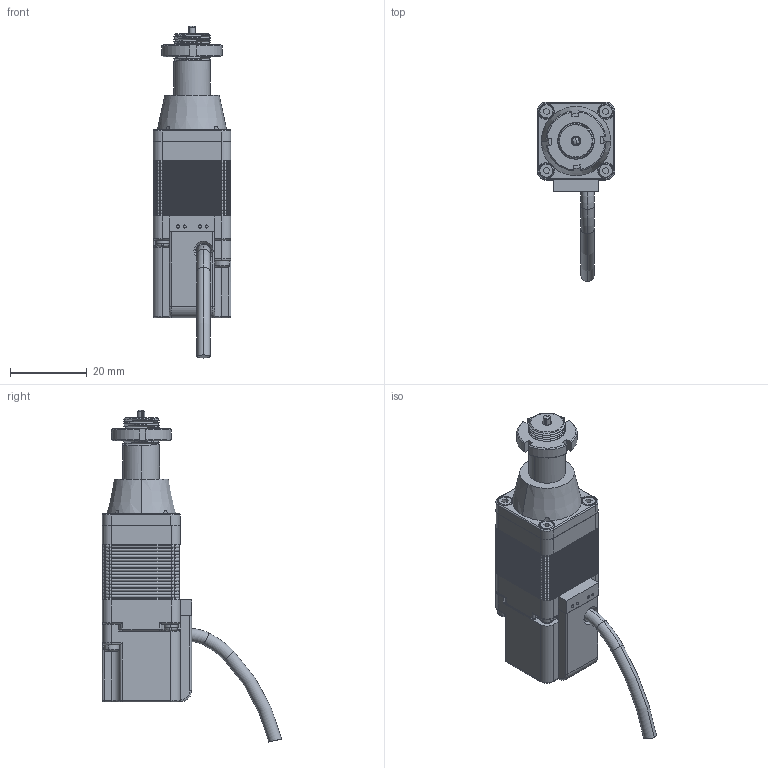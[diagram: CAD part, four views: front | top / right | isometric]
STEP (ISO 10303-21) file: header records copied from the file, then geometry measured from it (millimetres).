
FILE_DESCRIPTION (( 'STEP AP214' ), '1' );
FILE_NAME ('MP-21-1201X.STEP', '2023-02-28T19:58:27', ( '' ), ( '' ), 'SwSTEP 2.0', 'SolidWorks 2020', '' );
FILE_SCHEMA (( 'AUTOMOTIVE_DESIGN' ));
Length unit declared in the file: millimetre
Products named in the file (13): 430033-B Back plate; 410010 PCB, MP-21 Tactile Limit Switch; 130054-A Nut 375-40; M2 3; MP-21-1201X; 430032-B MP-21 25mm, Front Plate; 130003 Leadscrew S8W1, Female_33mm - Tactile; 130005 Motor S8-NC; Bearing, Spline Bushing, MP-21; Spline, Cut, MP-21_41.75; M2 28 pan; 110013 Switch, Tactile, Omron B3FS; cable
Assembly tree (16 placements, depth 2):
  MP-21-1201X
    430032-B MP-21 25mm, Front Plate
    430033-B Back plate
    M2 3  x4
    M2 28 pan  x2
    410010 PCB, MP-21 Tactile Limit Switch
    110013 Switch, Tactile, Omron B3FS
    130005 Motor S8-NC
    cable
    130054-A Nut 375-40
    130003 Leadscrew S8W1, Female_33mm - Tactile
    Spline, Cut, MP-21_41.75
    Bearing, Spline Bushing, MP-21
Bounding box: 20.2 x 46.61 x 86.36 mm (x, y, z)
Volume: 19010.5 mm3; surface area: 13605.1 mm2
Topology: 16 solids, 16 shells, 1273 faces, 2840 edges, 1636 vertices
Faces by surface type: cylinder 534, torus 344, plane 320, cone 57, sphere 13, bspline 5
Entity records: 38961 total; most frequent: CARTESIAN_POINT 8341, DIRECTION 6448, ORIENTED_EDGE 5330, EDGE_CURVE 2665, AXIS2_PLACEMENT_3D 2664, VERTEX_POINT 1535, CIRCLE 1454, EDGE_LOOP 1260
